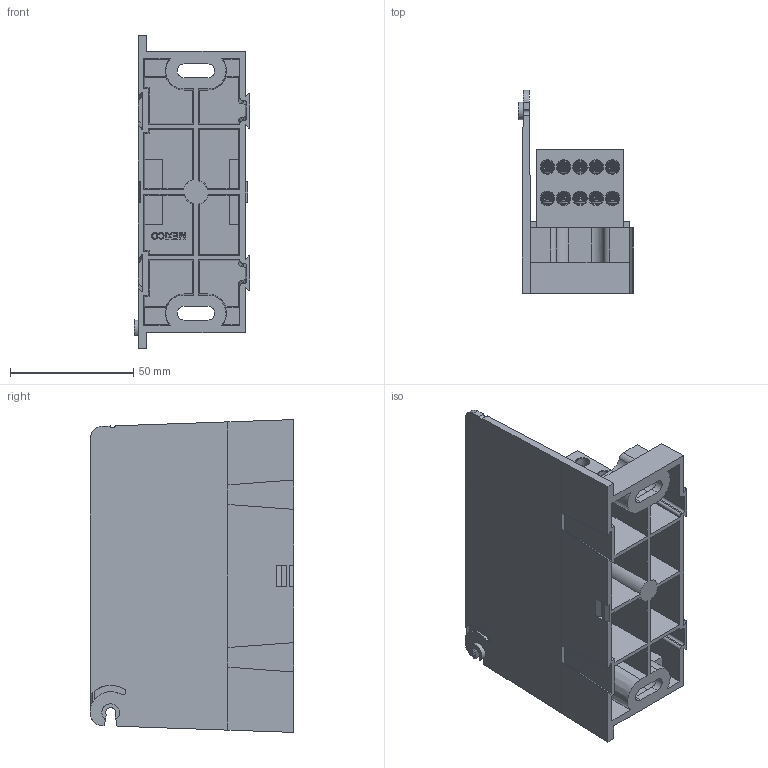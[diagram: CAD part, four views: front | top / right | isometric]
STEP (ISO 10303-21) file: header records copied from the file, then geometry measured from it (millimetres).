
FILE_DESCRIPTION (( 'STEP AP214' ), '1' );
FILE_NAME ('701964rev-ADDER.STEP', '2013-12-12T21:07:49', ( '' ), ( '' ), 'SwSTEP 2.0', 'SolidWorks 2013', '' );
FILE_SCHEMA (( 'AUTOMOTIVE_DESIGN' ));
Length unit declared in the file: inch
Products named in the file (15): 701964rev-ADDER; 701964rev-ADDER_1_12; 701964rev-ADDER_1_11; 701964rev-ADDER_1_6; 701964rev-ADDER_1_13; 701964rev-ADDER_1_14; 701964rev-ADDER_1_3; 701964rev-ADDER_1_8; 701964rev-ADDER_1_7; 701964rev-ADDER_1_9; 701964rev-ADDER_1_4; 701964rev-ADDER_1_10; 701964rev-ADDER_1_5; 701964rev-ADDER_1; 701964rev-ADDER_1_2
Assembly tree (14 placements, depth 2):
  701964rev-ADDER
    701964rev-ADDER_1_2
    701964rev-ADDER_1
    701964rev-ADDER_1_5
    701964rev-ADDER_1_10
    701964rev-ADDER_1_4
    701964rev-ADDER_1_9
    701964rev-ADDER_1_7
    701964rev-ADDER_1_8
    701964rev-ADDER_1_3
    701964rev-ADDER_1_14
    701964rev-ADDER_1_13
    701964rev-ADDER_1_6
    701964rev-ADDER_1_11
    701964rev-ADDER_1_12
Bounding box: 46.93 x 82.55 x 127.01 mm (x, y, z)
Surface area: 73670.4 mm2 (no closed solid volume)
Topology: 0 solids, 14 shells, 1028 faces, 2804 edges, 1818 vertices
Faces by surface type: cylinder 349, cone 335, plane 305, bspline 39
Full cylindrical faces by diameter (mm): 4.928 x1, 5.41 x20, 5.578 x70, 6.35 x60, 6.909 x1, 9.921 x1, 10.795 x1, 11.112 x1, 11.125 x1, 12.7 x1
Entity records: 61769 total; most frequent: CARTESIAN_POINT 26554, ORIENTED_EDGE 4355, DIRECTION 3941, EDGE_CURVE 2193, VERTEX_POINT 1567, AXIS2_PLACEMENT_3D 1526, EDGE_LOOP 1435, FACE_OUTER_BOUND 1183
